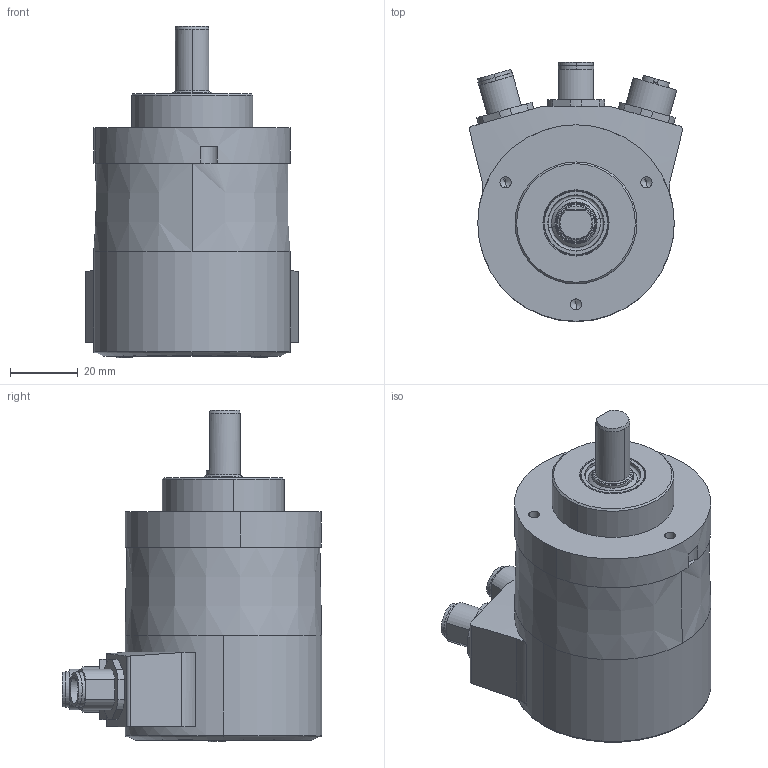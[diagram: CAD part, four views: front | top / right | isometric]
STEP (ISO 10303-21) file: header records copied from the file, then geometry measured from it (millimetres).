
FILE_DESCRIPTION((''),'2;1');
FILE_NAME('1070402-01','2013-06-19T',('SE2562'),(''),'PRO/ENGINEER BY PARAMETRIC TECHNOLOGY CORPORATION, 2011410','PRO/ENGINEER BY PARAMETRIC TECHNOLOGY CORPORATION, 2011410','');
FILE_SCHEMA(('CONFIG_CONTROL_DESIGN'));
Length unit declared in the file: millimetre
Products named in the file (1): 1070402-01
Bounding box: 62.91 x 76.5 x 98 mm (x, y, z)
Volume: 77300.6 mm3; surface area: 53707.8 mm2
Topology: 7 solids, 7 shells, 892 faces, 2287 edges, 1468 vertices
Faces by surface type: plane 366, cylinder 349, cone 130, torus 38, sphere 9
Entity records: 28024 total; most frequent: CARTESIAN_POINT 5883, DIRECTION 4855, ORIENTED_EDGE 4506, EDGE_CURVE 2253, AXIS2_PLACEMENT_3D 1881, VERTEX_POINT 1468, VECTOR 1093, LINE 1093
